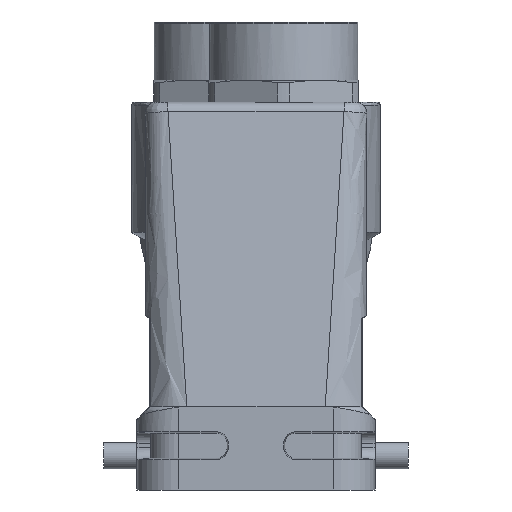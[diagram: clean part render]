
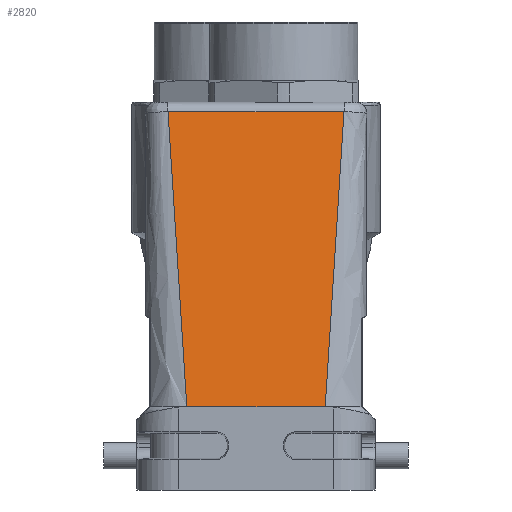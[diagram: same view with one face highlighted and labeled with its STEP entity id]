
A CAD part, left-side view. The second image highlights one B-rep face of the part: STEP entity #2820.
In plain terms, the highlighted planar face has unit normal (-0.99, 0, 0.139).
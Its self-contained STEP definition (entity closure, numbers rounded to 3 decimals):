
#2820=ADVANCED_FACE('',(#3453),#3136,.T.);
#3136=PLANE('',#9859);
#3453=FACE_OUTER_BOUND('',#3846,.T.);
#3846=EDGE_LOOP('',(#5886,#5887,#5888,#5889));
#5886=ORIENTED_EDGE('',*,*,#8111,.F.);
#5887=ORIENTED_EDGE('',*,*,#7991,.T.);
#5888=ORIENTED_EDGE('',*,*,#8112,.F.);
#5889=ORIENTED_EDGE('',*,*,#7841,.F.);
#7034=VERTEX_POINT('',#13661);
#7035=VERTEX_POINT('',#13663);
#7126=VERTEX_POINT('',#14577);
#7127=VERTEX_POINT('',#14579);
#7841=EDGE_CURVE('',#7034,#7035,#8668,.T.);
#7991=EDGE_CURVE('',#7127,#7126,#8752,.T.);
#8111=EDGE_CURVE('',#7127,#7034,#8815,.T.);
#8112=EDGE_CURVE('',#7035,#7126,#8816,.T.);
#8668=LINE('',#13662,#9177);
#8752=LINE('',#14578,#9261);
#8815=LINE('',#15243,#9324);
#8816=LINE('',#15245,#9325);
#9177=VECTOR('',#10824,1.);
#9261=VECTOR('',#11048,1.);
#9324=VECTOR('',#11241,1.);
#9325=VECTOR('',#11244,1.);
#9859=AXIS2_PLACEMENT_3D('',#15246,#11245,#11246);
#10824=DIRECTION('',(0.139,0.063,0.988));
#11048=DIRECTION('',(0.139,-0.063,0.988));
#11241=DIRECTION('',(0.,1.,0.));
#11244=DIRECTION('',(0.,-1.,0.));
#11245=DIRECTION('',(-0.99,0.,0.139));
#11246=DIRECTION('',(-0.139,0.,-0.99));
#13661=CARTESIAN_POINT('',(-36.5,12.5,15.));
#13662=CARTESIAN_POINT('',(-36.5,12.5,15.));
#13663=CARTESIAN_POINT('',(-29.012,15.89,68.278));
#14577=CARTESIAN_POINT('',(-29.012,-15.89,68.278));
#14578=CARTESIAN_POINT('',(-36.5,-12.5,15.));
#14579=CARTESIAN_POINT('',(-36.5,-12.5,15.));
#15243=CARTESIAN_POINT('',(-36.5,-1.5,15.));
#15245=CARTESIAN_POINT('',(-29.012,-15.89,68.278));
#15246=CARTESIAN_POINT('',(-28.384,0.,72.75));
